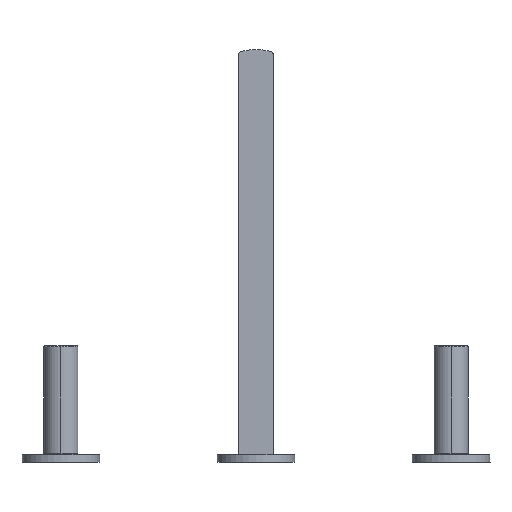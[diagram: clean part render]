
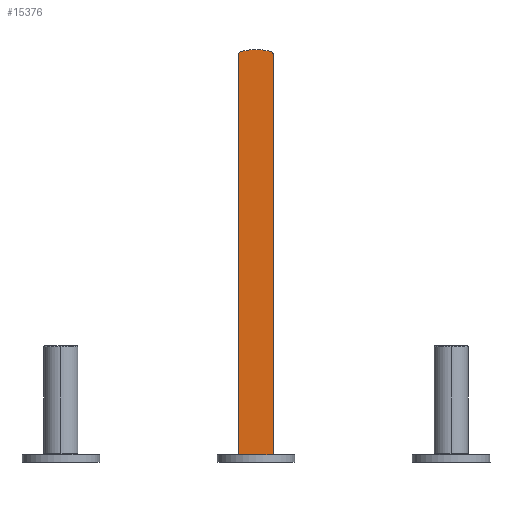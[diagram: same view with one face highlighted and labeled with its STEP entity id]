
A CAD part, left-side view. The second image highlights one B-rep face of the part: STEP entity #15376.
In plain terms, the highlighted face is planar.
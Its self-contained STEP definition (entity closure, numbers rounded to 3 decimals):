
#13997=CARTESIAN_POINT('Vertex',(11.,0.,5.5)) ;
#14000=CARTESIAN_POINT('Line Origine',(0.,0.,5.5)) ;
#14004=CARTESIAN_POINT('Vertex',(-11.,0.,5.5)) ;
#14388=CARTESIAN_POINT('Line Origine',(-11.,128.225,5.5)) ;
#14392=CARTESIAN_POINT('Vertex',(-11.,256.45,5.5)) ;
#14481=CARTESIAN_POINT('Axis2P3D Location',(0.,218.417,5.5)) ;
#14485=CARTESIAN_POINT('Vertex',(0.,259.5,5.5)) ;
#14487=CARTESIAN_POINT('Vertex',(-9.461,258.396,5.5)) ;
#14490=CARTESIAN_POINT('Axis2P3D Location',(0.,218.417,5.5)) ;
#14494=CARTESIAN_POINT('Vertex',(9.461,258.396,5.5)) ;
#14522=CARTESIAN_POINT('Axis2P3D Location',(-9.,256.45,5.5)) ;
#15297=CARTESIAN_POINT('Vertex',(11.,256.45,5.5)) ;
#15300=CARTESIAN_POINT('Axis2P3D Location',(9.,256.45,5.5)) ;
#15349=CARTESIAN_POINT('Line Origine',(11.,128.225,5.5)) ;
#15362=CARTESIAN_POINT('Axis2P3D Location',(0.,0.,5.5)) ;
#14002=VECTOR('Line Direction',#14001,1.) ;
#14390=VECTOR('Line Direction',#14389,1.) ;
#15351=VECTOR('Line Direction',#15350,1.) ;
#14001=DIRECTION('Vector Direction',(-1.,0.,0.)) ;
#14389=DIRECTION('Vector Direction',(0.,-1.,0.)) ;
#14482=DIRECTION('Axis2P3D Direction',(0.,-0.,1.)) ;
#14491=DIRECTION('Axis2P3D Direction',(0.,-0.,1.)) ;
#14523=DIRECTION('Axis2P3D Direction',(0.,0.,-1.)) ;
#15301=DIRECTION('Axis2P3D Direction',(0.,0.,1.)) ;
#15350=DIRECTION('Vector Direction',(0.,-1.,0.)) ;
#15363=DIRECTION('Axis2P3D Direction',(0.,0.,1.)) ;
#15364=DIRECTION('Axis2P3D XDirection',(1.,0.,0.)) ;
#14483=AXIS2_PLACEMENT_3D('Circle Axis2P3D',#14481,#14482,$) ;
#14492=AXIS2_PLACEMENT_3D('Circle Axis2P3D',#14490,#14491,$) ;
#14524=AXIS2_PLACEMENT_3D('Circle Axis2P3D',#14522,#14523,$) ;
#15302=AXIS2_PLACEMENT_3D('Circle Axis2P3D',#15300,#15301,$) ;
#15365=AXIS2_PLACEMENT_3D('Plane Axis2P3D',#15362,#15363,#15364) ;
#14003=LINE('Line',#14000,#14002) ;
#14391=LINE('Line',#14388,#14390) ;
#15352=LINE('Line',#15349,#15351) ;
#14484=CIRCLE('generated circle',#14483,41.083) ;
#14493=CIRCLE('generated circle',#14492,41.083) ;
#14525=CIRCLE('generated circle',#14524,2.) ;
#15303=CIRCLE('generated circle',#15302,2.) ;
#15366=PLANE('',#15365) ;
#14006=EDGE_CURVE('',#13998,#14005,#14003,.T.) ;
#14394=EDGE_CURVE('',#14393,#14005,#14391,.T.) ;
#14489=EDGE_CURVE('',#14486,#14488,#14484,.T.) ;
#14496=EDGE_CURVE('',#14486,#14495,#14493,.F.) ;
#14526=EDGE_CURVE('',#14393,#14488,#14525,.T.) ;
#15304=EDGE_CURVE('',#15298,#14495,#15303,.T.) ;
#15353=EDGE_CURVE('',#15298,#13998,#15352,.T.) ;
#15368=ORIENTED_EDGE('',*,*,#14394,.T.) ;
#15369=ORIENTED_EDGE('',*,*,#14006,.F.) ;
#15370=ORIENTED_EDGE('',*,*,#15353,.F.) ;
#15371=ORIENTED_EDGE('',*,*,#15304,.T.) ;
#15372=ORIENTED_EDGE('',*,*,#14496,.F.) ;
#15373=ORIENTED_EDGE('',*,*,#14489,.T.) ;
#15374=ORIENTED_EDGE('',*,*,#14526,.F.) ;
#15367=EDGE_LOOP('',(#15368,#15369,#15370,#15371,#15372,#15373,#15374)) ;
#13998=VERTEX_POINT('',#13997) ;
#14005=VERTEX_POINT('',#14004) ;
#14393=VERTEX_POINT('',#14392) ;
#14486=VERTEX_POINT('',#14485) ;
#14488=VERTEX_POINT('',#14487) ;
#14495=VERTEX_POINT('',#14494) ;
#15298=VERTEX_POINT('',#15297) ;
#15376=ADVANCED_FACE('PartBody',(#15375),#15366,.T.) ;
#15375=FACE_OUTER_BOUND('',#15367,.T.) ;
